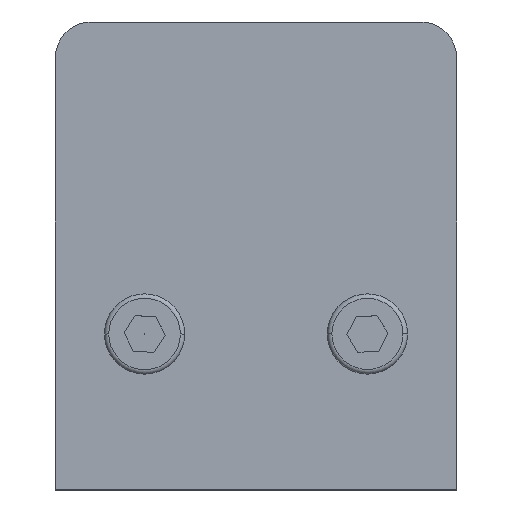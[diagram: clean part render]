
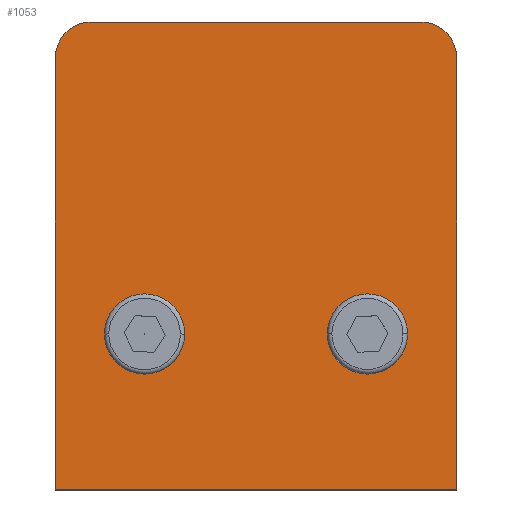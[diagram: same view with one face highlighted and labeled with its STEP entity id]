
A CAD part, top view. The second image highlights one B-rep face of the part: STEP entity #1053.
In plain terms, the highlighted planar face has unit normal (0, 0, 1).
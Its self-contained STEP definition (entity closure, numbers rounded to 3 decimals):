
#112 = CARTESIAN_POINT ( 'NONE',  ( -18.5, 37.5, 20.75 ) ) ;
#133 = DIRECTION ( 'NONE',  ( 0., 0., 1. ) ) ;
#193 = EDGE_LOOP ( 'NONE', ( #1790, #689 ) ) ;
#200 = DIRECTION ( 'NONE',  ( 0., 0., 1. ) ) ;
#276 = PLANE ( 'NONE',  #2270 ) ;
#294 = DIRECTION ( 'NONE',  ( 1., 0., 0. ) ) ;
#321 = DIRECTION ( 'NONE',  ( 0., 1., 0. ) ) ;
#323 = ORIENTED_EDGE ( 'NONE', *, *, #2386, .T. ) ;
#375 = EDGE_CURVE ( 'NONE', #1220, #3362, #1135, .T. ) ;
#407 = CARTESIAN_POINT ( 'NONE',  ( -12.5, 2.5, 20.75 ) ) ;
#415 = EDGE_LOOP ( 'NONE', ( #2276, #474, #2644, #323, #2056, #1938 ) ) ;
#432 = ORIENTED_EDGE ( 'NONE', *, *, #2665, .F. ) ;
#439 = DIRECTION ( 'NONE',  ( 0., 0., 1. ) ) ;
#451 = CARTESIAN_POINT ( 'NONE',  ( -12.5, 2.5, 20.75 ) ) ;
#453 = DIRECTION ( 'NONE',  ( 0., 0., 1. ) ) ;
#463 = CARTESIAN_POINT ( 'NONE',  ( 17., 2.5, 20.75 ) ) ;
#474 = ORIENTED_EDGE ( 'NONE', *, *, #1556, .T. ) ;
#491 = CARTESIAN_POINT ( 'NONE',  ( -17., 2.5, 20.75 ) ) ;
#571 = AXIS2_PLACEMENT_3D ( 'NONE', #1041, #763, #3622 ) ;
#588 = CARTESIAN_POINT ( 'NONE',  ( 22.5, 37.5, 20.75 ) ) ;
#633 = CARTESIAN_POINT ( 'NONE',  ( 8., 2.5, 20.75 ) ) ;
#660 = EDGE_CURVE ( 'NONE', #3362, #1749, #2390, .T. ) ;
#689 = ORIENTED_EDGE ( 'NONE', *, *, #3161, .F. ) ;
#696 = VECTOR ( 'NONE', #294, 1000. ) ;
#763 = DIRECTION ( 'NONE',  ( 0., 0., 1. ) ) ;
#817 = CARTESIAN_POINT ( 'NONE',  ( -18.5, 33.5, 20.75 ) ) ;
#865 = LINE ( 'NONE', #1695, #1251 ) ;
#903 = EDGE_LOOP ( 'NONE', ( #432, #1170 ) ) ;
#1041 = CARTESIAN_POINT ( 'NONE',  ( 18.5, 33.5, 20.75 ) ) ;
#1053 = ADVANCED_FACE ( 'NONE', ( #1752, #2882, #1989 ), #276, .F. ) ;
#1099 = VERTEX_POINT ( 'NONE', #2847 ) ;
#1125 = DIRECTION ( 'NONE',  ( 1., 0., 0. ) ) ;
#1135 = CIRCLE ( 'NONE', #3035, 4. ) ;
#1170 = ORIENTED_EDGE ( 'NONE', *, *, #3689, .F. ) ;
#1213 = EDGE_CURVE ( 'NONE', #2147, #3556, #2174, .T. ) ;
#1220 = VERTEX_POINT ( 'NONE', #112 ) ;
#1251 = VECTOR ( 'NONE', #3453, 1000. ) ;
#1268 = VERTEX_POINT ( 'NONE', #491 ) ;
#1269 = CARTESIAN_POINT ( 'NONE',  ( -22.5, 37.5, 20.75 ) ) ;
#1284 = EDGE_CURVE ( 'NONE', #1099, #1914, #1939, .T. ) ;
#1323 = CARTESIAN_POINT ( 'NONE',  ( 12.5, 2.5, 20.75 ) ) ;
#1359 = CIRCLE ( 'NONE', #2482, 4.5 ) ;
#1402 = CARTESIAN_POINT ( 'NONE',  ( 12.5, 2.5, 20.75 ) ) ;
#1429 = VERTEX_POINT ( 'NONE', #3132 ) ;
#1526 = DIRECTION ( 'NONE',  ( 0., -1., 0. ) ) ;
#1556 = EDGE_CURVE ( 'NONE', #1749, #1914, #2053, .T. ) ;
#1563 = DIRECTION ( 'NONE',  ( 1., 0., 0. ) ) ;
#1604 = DIRECTION ( 'NONE',  ( 0., 1., 0. ) ) ;
#1653 = AXIS2_PLACEMENT_3D ( 'NONE', #451, #200, #3278 ) ;
#1695 = CARTESIAN_POINT ( 'NONE',  ( 22.5, 37.5, 20.75 ) ) ;
#1749 = VERTEX_POINT ( 'NONE', #2836 ) ;
#1752 = FACE_BOUND ( 'NONE', #903, .T. ) ;
#1790 = ORIENTED_EDGE ( 'NONE', *, *, #1213, .F. ) ;
#1829 = CIRCLE ( 'NONE', #1653, 4.5 ) ;
#1898 = AXIS2_PLACEMENT_3D ( 'NONE', #407, #453, #1563 ) ;
#1908 = DIRECTION ( 'NONE',  ( 0., -1., 0. ) ) ;
#1914 = VERTEX_POINT ( 'NONE', #2432 ) ;
#1938 = ORIENTED_EDGE ( 'NONE', *, *, #375, .T. ) ;
#1939 = LINE ( 'NONE', #2445, #3509 ) ;
#1989 = FACE_OUTER_BOUND ( 'NONE', #415, .T. ) ;
#2043 = EDGE_CURVE ( 'NONE', #2675, #1220, #865, .T. ) ;
#2053 = LINE ( 'NONE', #2250, #696 ) ;
#2056 = ORIENTED_EDGE ( 'NONE', *, *, #2043, .T. ) ;
#2147 = VERTEX_POINT ( 'NONE', #463 ) ;
#2174 = CIRCLE ( 'NONE', #3315, 4.5 ) ;
#2250 = CARTESIAN_POINT ( 'NONE',  ( -42.5, -14.952, 20.75 ) ) ;
#2270 = AXIS2_PLACEMENT_3D ( 'NONE', #588, #2287, #321 ) ;
#2276 = ORIENTED_EDGE ( 'NONE', *, *, #660, .T. ) ;
#2287 = DIRECTION ( 'NONE',  ( 0., 0., -1. ) ) ;
#2349 = CARTESIAN_POINT ( 'NONE',  ( -22.5, 33.5, 20.75 ) ) ;
#2386 = EDGE_CURVE ( 'NONE', #1099, #2675, #3014, .T. ) ;
#2390 = LINE ( 'NONE', #1269, #3439 ) ;
#2432 = CARTESIAN_POINT ( 'NONE',  ( 22.5, -14.952, 20.75 ) ) ;
#2445 = CARTESIAN_POINT ( 'NONE',  ( 22.5, 37.5, 20.75 ) ) ;
#2482 = AXIS2_PLACEMENT_3D ( 'NONE', #1402, #2531, #1125 ) ;
#2531 = DIRECTION ( 'NONE',  ( 0., 0., 1. ) ) ;
#2644 = ORIENTED_EDGE ( 'NONE', *, *, #1284, .F. ) ;
#2665 = EDGE_CURVE ( 'NONE', #1429, #1268, #1829, .T. ) ;
#2675 = VERTEX_POINT ( 'NONE', #3636 ) ;
#2836 = CARTESIAN_POINT ( 'NONE',  ( -22.5, -14.952, 20.75 ) ) ;
#2847 = CARTESIAN_POINT ( 'NONE',  ( 22.5, 33.5, 20.75 ) ) ;
#2882 = FACE_BOUND ( 'NONE', #193, .T. ) ;
#3014 = CIRCLE ( 'NONE', #571, 4. ) ;
#3035 = AXIS2_PLACEMENT_3D ( 'NONE', #817, #439, #1604 ) ;
#3132 = CARTESIAN_POINT ( 'NONE',  ( -8., 2.5, 20.75 ) ) ;
#3161 = EDGE_CURVE ( 'NONE', #3556, #2147, #1359, .T. ) ;
#3278 = DIRECTION ( 'NONE',  ( 1., 0., 0. ) ) ;
#3315 = AXIS2_PLACEMENT_3D ( 'NONE', #1323, #133, #3587 ) ;
#3362 = VERTEX_POINT ( 'NONE', #2349 ) ;
#3439 = VECTOR ( 'NONE', #1526, 1000. ) ;
#3450 = CIRCLE ( 'NONE', #1898, 4.5 ) ;
#3453 = DIRECTION ( 'NONE',  ( -1., 0., 0. ) ) ;
#3509 = VECTOR ( 'NONE', #1908, 1000. ) ;
#3556 = VERTEX_POINT ( 'NONE', #633 ) ;
#3587 = DIRECTION ( 'NONE',  ( 1., 0., 0. ) ) ;
#3622 = DIRECTION ( 'NONE',  ( 0., 1., 0. ) ) ;
#3636 = CARTESIAN_POINT ( 'NONE',  ( 18.5, 37.5, 20.75 ) ) ;
#3689 = EDGE_CURVE ( 'NONE', #1268, #1429, #3450, .T. ) ;
